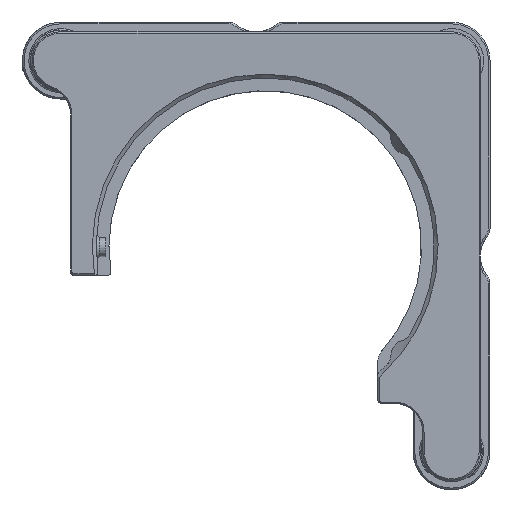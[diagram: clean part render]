
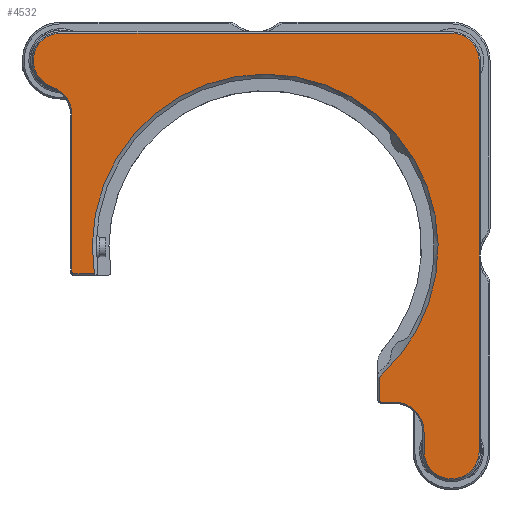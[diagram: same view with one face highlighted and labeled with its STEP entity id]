
A CAD part, left-side view. The second image highlights one B-rep face of the part: STEP entity #4532.
In plain terms, the highlighted planar face has unit normal (-1, 0, 0).
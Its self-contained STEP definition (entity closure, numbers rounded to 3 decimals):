
#235 = CIRCLE ( 'NONE', #3202, 4.3 ) ;
#621 = EDGE_CURVE ( 'NONE', #4523, #13330, #1171, .T. ) ;
#684 = EDGE_CURVE ( 'NONE', #4635, #4729, #6912, .T. ) ;
#964 = VECTOR ( 'NONE', #12235, 1000. ) ;
#1025 = LINE ( 'NONE', #6791, #13990 ) ;
#1085 = EDGE_CURVE ( 'NONE', #2075, #1485, #10953, .T. ) ;
#1171 = LINE ( 'NONE', #4847, #8151 ) ;
#1258 = CARTESIAN_POINT ( 'NONE',  ( -15.976, -2.717, -16.6 ) ) ;
#1275 = AXIS2_PLACEMENT_3D ( 'NONE', #1895, #13382, #14626 ) ;
#1296 = VECTOR ( 'NONE', #1888, 1000. ) ;
#1485 = VERTEX_POINT ( 'NONE', #6975 ) ;
#1572 = CIRCLE ( 'NONE', #6998, 4.3 ) ;
#1720 = ORIENTED_EDGE ( 'NONE', *, *, #10004, .F. ) ;
#1788 = AXIS2_PLACEMENT_3D ( 'NONE', #12819, #11824, #10504 ) ;
#1818 = LINE ( 'NONE', #11223, #1296 ) ;
#1888 = DIRECTION ( 'NONE',  ( 0., 0., 1. ) ) ;
#1895 = CARTESIAN_POINT ( 'NONE',  ( -15.976, 29.183, 12.5 ) ) ;
#2004 = ORIENTED_EDGE ( 'NONE', *, *, #6316, .F. ) ;
#2075 = VERTEX_POINT ( 'NONE', #12844 ) ;
#2231 = CIRCLE ( 'NONE', #10344, 0.3 ) ;
#2382 = ORIENTED_EDGE ( 'NONE', *, *, #1085, .F. ) ;
#2535 = CIRCLE ( 'NONE', #1788, 4.7 ) ;
#2629 = EDGE_CURVE ( 'NONE', #1485, #4635, #1572, .T. ) ;
#2729 = CIRCLE ( 'NONE', #6674, 27. ) ;
#2734 = DIRECTION ( 'NONE',  ( 0., 0., -1. ) ) ;
#3100 = CARTESIAN_POINT ( 'NONE',  ( -15.976, 33.483, 12.5 ) ) ;
#3202 = AXIS2_PLACEMENT_3D ( 'NONE', #14934, #15002, #3376 ) ;
#3376 = DIRECTION ( 'NONE',  ( 0., 0., -1. ) ) ;
#3444 = ORIENTED_EDGE ( 'NONE', *, *, #621, .F. ) ;
#3694 = EDGE_CURVE ( 'NONE', #13570, #4523, #2231, .T. ) ;
#3720 = CIRCLE ( 'NONE', #7185, 0.3 ) ;
#4084 = CARTESIAN_POINT ( 'NONE',  ( -15.976, -31.817, -48.5 ) ) ;
#4086 = CARTESIAN_POINT ( 'NONE',  ( -15.976, -20.517, -40.5 ) ) ;
#4182 = DIRECTION ( 'NONE',  ( 0., 0., -1. ) ) ;
#4254 = EDGE_CURVE ( 'NONE', #8305, #5185, #13399, .T. ) ;
#4523 = VERTEX_POINT ( 'NONE', #11203 ) ;
#4532 = ADVANCED_FACE ( 'NONE', ( #10042 ), #14747, .T. ) ;
#4550 = VERTEX_POINT ( 'NONE', #3100 ) ;
#4635 = VERTEX_POINT ( 'NONE', #14508 ) ;
#4652 = AXIS2_PLACEMENT_3D ( 'NONE', #6680, #6760, #5672 ) ;
#4729 = VERTEX_POINT ( 'NONE', #8780 ) ;
#4731 = VECTOR ( 'NONE', #8567, 1000. ) ;
#4787 = DIRECTION ( 'NONE',  ( 0., 0., 1. ) ) ;
#4847 = CARTESIAN_POINT ( 'NONE',  ( -15.976, 27.446, 4.002 ) ) ;
#4876 = CARTESIAN_POINT ( 'NONE',  ( -15.976, 27.446, 4.002 ) ) ;
#5015 = CARTESIAN_POINT ( 'NONE',  ( -15.976, 29.183, 16.8 ) ) ;
#5185 = VERTEX_POINT ( 'NONE', #11674 ) ;
#5336 = ORIENTED_EDGE ( 'NONE', *, *, #684, .F. ) ;
#5452 = CIRCLE ( 'NONE', #9160, 4.7 ) ;
#5491 = DIRECTION ( 'NONE',  ( -1., 0., 0. ) ) ;
#5672 = DIRECTION ( 'NONE',  ( 0., 0., -1. ) ) ;
#5835 = ORIENTED_EDGE ( 'NONE', *, *, #4254, .F. ) ;
#5942 = DIRECTION ( 'NONE',  ( 1., 0., 0. ) ) ;
#6087 = ORIENTED_EDGE ( 'NONE', *, *, #13784, .F. ) ;
#6107 = EDGE_CURVE ( 'NONE', #10596, #11409, #11073, .T. ) ;
#6203 = CARTESIAN_POINT ( 'NONE',  ( -15.976, 27.146, -20.5 ) ) ;
#6316 = EDGE_CURVE ( 'NONE', #4550, #8305, #14494, .T. ) ;
#6391 = DIRECTION ( 'NONE',  ( 0., 0., -1. ) ) ;
#6674 = AXIS2_PLACEMENT_3D ( 'NONE', #1258, #5942, #14418 ) ;
#6680 = CARTESIAN_POINT ( 'NONE',  ( -15.976, 29.183, 12.5 ) ) ;
#6722 = EDGE_CURVE ( 'NONE', #8254, #12564, #1025, .T. ) ;
#6733 = ORIENTED_EDGE ( 'NONE', *, *, #6107, .F. ) ;
#6760 = DIRECTION ( 'NONE',  ( 1., 0., 0. ) ) ;
#6791 = CARTESIAN_POINT ( 'NONE',  ( -15.976, -20.517, -36.5 ) ) ;
#6819 = AXIS2_PLACEMENT_3D ( 'NONE', #7571, #5491, #4182 ) ;
#6912 = CIRCLE ( 'NONE', #8352, 4.3 ) ;
#6956 = CARTESIAN_POINT ( 'NONE',  ( -15.976, 23.954, -20.8 ) ) ;
#6975 = CARTESIAN_POINT ( 'NONE',  ( -15.976, -36.117, -48.5 ) ) ;
#6998 = AXIS2_PLACEMENT_3D ( 'NONE', #8629, #7555, #6391 ) ;
#6999 = CARTESIAN_POINT ( 'NONE',  ( -15.976, -20.817, -40.5 ) ) ;
#7185 = AXIS2_PLACEMENT_3D ( 'NONE', #6999, #9530, #11856 ) ;
#7290 = DIRECTION ( 'NONE',  ( 1., 0., 0. ) ) ;
#7555 = DIRECTION ( 'NONE',  ( 1., 0., 0. ) ) ;
#7569 = CARTESIAN_POINT ( 'NONE',  ( -15.976, -27.517, -45.5 ) ) ;
#7571 = CARTESIAN_POINT ( 'NONE',  ( -15.976, -1.317, -18. ) ) ;
#7577 = ORIENTED_EDGE ( 'NONE', *, *, #10563, .F. ) ;
#7746 = CARTESIAN_POINT ( 'NONE',  ( -15.976, 27.146, -20.8 ) ) ;
#7912 = CIRCLE ( 'NONE', #1275, 4.3 ) ;
#8151 = VECTOR ( 'NONE', #4787, 1000. ) ;
#8254 = VERTEX_POINT ( 'NONE', #4086 ) ;
#8305 = VERTEX_POINT ( 'NONE', #5015 ) ;
#8352 = AXIS2_PLACEMENT_3D ( 'NONE', #4084, #14655, #12255 ) ;
#8567 = DIRECTION ( 'NONE',  ( 0., 1., 0. ) ) ;
#8629 = CARTESIAN_POINT ( 'NONE',  ( -15.976, -31.817, -48.5 ) ) ;
#8691 = VERTEX_POINT ( 'NONE', #10935 ) ;
#8764 = CARTESIAN_POINT ( 'NONE',  ( -15.976, -20.817, -40.8 ) ) ;
#8780 = CARTESIAN_POINT ( 'NONE',  ( -15.976, -27.517, -48.5 ) ) ;
#8940 = CARTESIAN_POINT ( 'NONE',  ( -15.976, -20.817, -40.8 ) ) ;
#8958 = EDGE_CURVE ( 'NONE', #14938, #10596, #5452, .T. ) ;
#9111 = VECTOR ( 'NONE', #9870, 1000. ) ;
#9160 = AXIS2_PLACEMENT_3D ( 'NONE', #11705, #12993, #10532 ) ;
#9530 = DIRECTION ( 'NONE',  ( 1., 0., 0. ) ) ;
#9649 = ORIENTED_EDGE ( 'NONE', *, *, #2629, .F. ) ;
#9683 = ORIENTED_EDGE ( 'NONE', *, *, #8958, .F. ) ;
#9724 = VERTEX_POINT ( 'NONE', #6956 ) ;
#9826 = EDGE_CURVE ( 'NONE', #9724, #12564, #2729, .T. ) ;
#9870 = DIRECTION ( 'NONE',  ( 0., 0., -1. ) ) ;
#10004 = EDGE_CURVE ( 'NONE', #11409, #8254, #3720, .T. ) ;
#10042 = FACE_OUTER_BOUND ( 'NONE', #13976, .T. ) ;
#10343 = ORIENTED_EDGE ( 'NONE', *, *, #3694, .F. ) ;
#10344 = AXIS2_PLACEMENT_3D ( 'NONE', #6203, #7290, #2734 ) ;
#10394 = EDGE_CURVE ( 'NONE', #4729, #14938, #1818, .T. ) ;
#10420 = DIRECTION ( 'NONE',  ( 0., 0., 1. ) ) ;
#10504 = DIRECTION ( 'NONE',  ( 0., 0., -1. ) ) ;
#10518 = ORIENTED_EDGE ( 'NONE', *, *, #9826, .T. ) ;
#10526 = ORIENTED_EDGE ( 'NONE', *, *, #13004, .F. ) ;
#10532 = DIRECTION ( 'NONE',  ( 0., 0., -1. ) ) ;
#10563 = EDGE_CURVE ( 'NONE', #9724, #13570, #14438, .T. ) ;
#10596 = VERTEX_POINT ( 'NONE', #12207 ) ;
#10935 = CARTESIAN_POINT ( 'NONE',  ( -15.976, 30.599, 8.44 ) ) ;
#10953 = LINE ( 'NONE', #14658, #9111 ) ;
#11073 = LINE ( 'NONE', #8764, #964 ) ;
#11087 = CARTESIAN_POINT ( 'NONE',  ( -15.976, -31.817, 16.8 ) ) ;
#11203 = CARTESIAN_POINT ( 'NONE',  ( -15.976, 27.446, -20.5 ) ) ;
#11223 = CARTESIAN_POINT ( 'NONE',  ( -15.976, -27.517, -45.5 ) ) ;
#11409 = VERTEX_POINT ( 'NONE', #8940 ) ;
#11515 = EDGE_CURVE ( 'NONE', #5185, #2075, #235, .T. ) ;
#11618 = ORIENTED_EDGE ( 'NONE', *, *, #10394, .F. ) ;
#11674 = CARTESIAN_POINT ( 'NONE',  ( -15.976, -31.817, 16.8 ) ) ;
#11705 = CARTESIAN_POINT ( 'NONE',  ( -15.976, -22.817, -45.5 ) ) ;
#11741 = VECTOR ( 'NONE', #12858, 1000. ) ;
#11824 = DIRECTION ( 'NONE',  ( -1., 0., 0. ) ) ;
#11856 = DIRECTION ( 'NONE',  ( 0., 0., -1. ) ) ;
#12207 = CARTESIAN_POINT ( 'NONE',  ( -15.976, -22.817, -40.8 ) ) ;
#12235 = DIRECTION ( 'NONE',  ( 0., 1., 0. ) ) ;
#12255 = DIRECTION ( 'NONE',  ( 0., 0., -1. ) ) ;
#12564 = VERTEX_POINT ( 'NONE', #13318 ) ;
#12819 = CARTESIAN_POINT ( 'NONE',  ( -15.976, 32.146, 4.002 ) ) ;
#12844 = CARTESIAN_POINT ( 'NONE',  ( -15.976, -36.117, 12.5 ) ) ;
#12858 = DIRECTION ( 'NONE',  ( 0., -1., 0. ) ) ;
#12993 = DIRECTION ( 'NONE',  ( -1., 0., 0. ) ) ;
#13004 = EDGE_CURVE ( 'NONE', #8691, #4550, #7912, .T. ) ;
#13049 = CARTESIAN_POINT ( 'NONE',  ( -15.976, 27.146, -20.8 ) ) ;
#13052 = ORIENTED_EDGE ( 'NONE', *, *, #6722, .F. ) ;
#13318 = CARTESIAN_POINT ( 'NONE',  ( -15.976, -20.517, -36.902 ) ) ;
#13330 = VERTEX_POINT ( 'NONE', #4876 ) ;
#13382 = DIRECTION ( 'NONE',  ( 1., 0., 0. ) ) ;
#13399 = LINE ( 'NONE', #11087, #11741 ) ;
#13570 = VERTEX_POINT ( 'NONE', #7746 ) ;
#13784 = EDGE_CURVE ( 'NONE', #13330, #8691, #2535, .T. ) ;
#13976 = EDGE_LOOP ( 'NONE', ( #10518, #13052, #1720, #6733, #9683, #11618, #5336, #9649, #2382, #14466, #5835, #2004, #10526, #6087, #3444, #10343, #7577 ) ) ;
#13990 = VECTOR ( 'NONE', #10420, 1000. ) ;
#14418 = DIRECTION ( 'NONE',  ( 0., 0., -1. ) ) ;
#14438 = LINE ( 'NONE', #13049, #4731 ) ;
#14466 = ORIENTED_EDGE ( 'NONE', *, *, #11515, .F. ) ;
#14494 = CIRCLE ( 'NONE', #4652, 4.3 ) ;
#14508 = CARTESIAN_POINT ( 'NONE',  ( -15.976, -31.817, -52.8 ) ) ;
#14626 = DIRECTION ( 'NONE',  ( 0., 0., -1. ) ) ;
#14655 = DIRECTION ( 'NONE',  ( 1., 0., 0. ) ) ;
#14658 = CARTESIAN_POINT ( 'NONE',  ( -15.976, -36.117, -48.5 ) ) ;
#14747 = PLANE ( 'NONE',  #6819 ) ;
#14934 = CARTESIAN_POINT ( 'NONE',  ( -15.976, -31.817, 12.5 ) ) ;
#14938 = VERTEX_POINT ( 'NONE', #7569 ) ;
#15002 = DIRECTION ( 'NONE',  ( 1., 0., 0. ) ) ;
